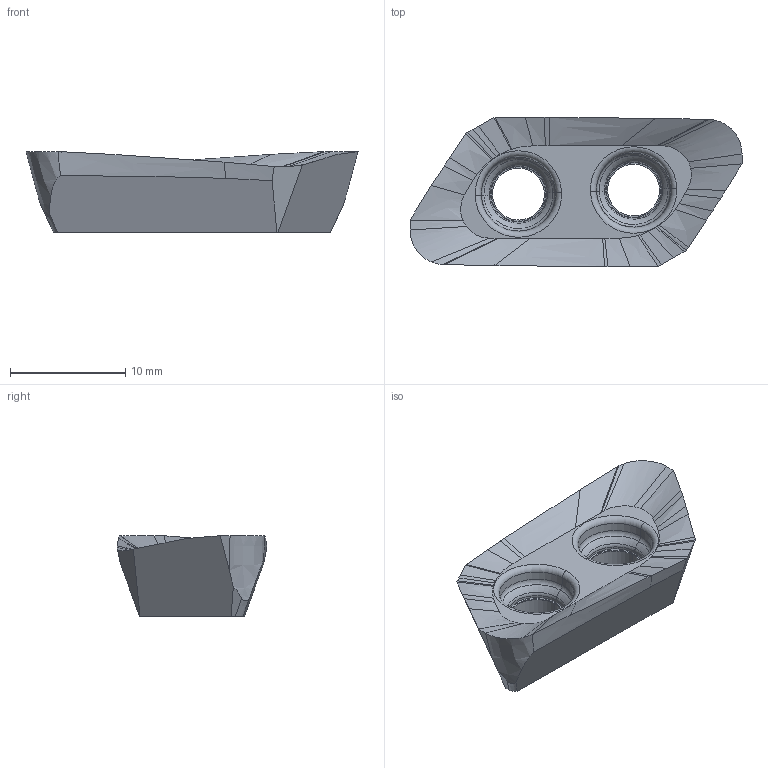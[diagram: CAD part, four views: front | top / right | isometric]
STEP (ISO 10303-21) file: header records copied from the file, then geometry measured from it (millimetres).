
FILE_DESCRIPTION((''),'2;1');
FILE_NAME('XDGX227030PDR-GL','2015-12-22T',('tlyi02'),('PTC Japan'),'PRO/ENGINEER BY PARAMETRIC TECHNOLOGY CORPORATION, 2014310','PRO/ENGINEER BY PARAMETRIC TECHNOLOGY CORPORATION, 2014310','');
FILE_SCHEMA(('AUTOMOTIVE_DESIGN { 1 0 10303 214 1 1 1 1 }'));
Length unit declared in the file: millimetre
Products named in the file (1): XDGX227030PDR-GL
Bounding box: 28.8 x 12.95 x 7 mm (x, y, z)
Volume: 1124.2 mm3; surface area: 1039 mm2
Topology: 1 solids, 1 shells, 101 faces, 245 edges, 150 vertices
Faces by surface type: bspline 45, torus 24, plane 16, cone 12, cylinder 4
Entity records: 5054 total; most frequent: CARTESIAN_POINT 2056, ORIENTED_EDGE 490, DIRECTION 383, PRESENTATION_STYLE_ASSIGNMENT 247, STYLED_ITEM 247, CURVE_STYLE 246, EDGE_CURVE 245, VERTEX_POINT 150
